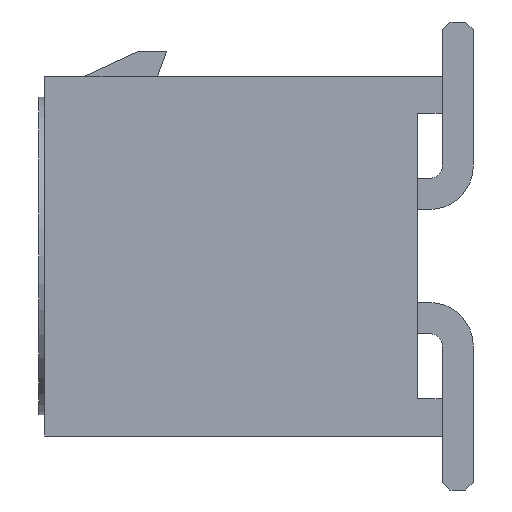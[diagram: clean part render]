
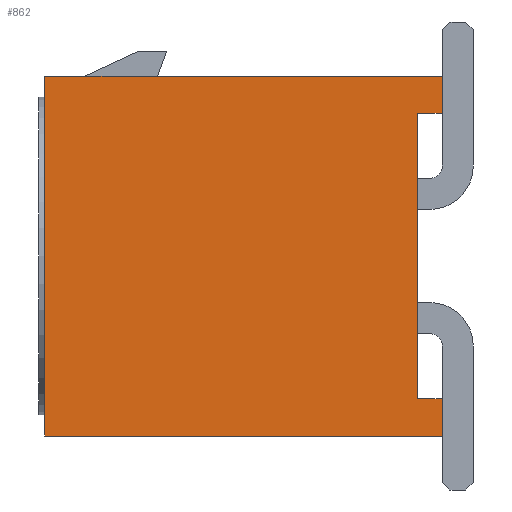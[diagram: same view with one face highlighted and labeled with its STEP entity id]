
A CAD part, left-side view. The second image highlights one B-rep face of the part: STEP entity #862.
In plain terms, the highlighted planar face has unit normal (-1, 0, 0).
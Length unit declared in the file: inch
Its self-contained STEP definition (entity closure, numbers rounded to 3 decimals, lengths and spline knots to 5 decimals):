
#862 = ADVANCED_FACE( '', ( #1850 ), #1851, .F. );
#1850 = FACE_OUTER_BOUND( '', #2976, .T. );
#1851 = PLANE( '', #2977 );
#2976 = EDGE_LOOP( '', ( #5539, #5540, #5541, #5542, #5543, #5544, #5545, #5546 ) );
#2977 = AXIS2_PLACEMENT_3D( '', #5547, #5548, #5549 );
#5539 = ORIENTED_EDGE( '', *, *, #7945, .F. );
#5540 = ORIENTED_EDGE( '', *, *, #8195, .F. );
#5541 = ORIENTED_EDGE( '', *, *, #8032, .F. );
#5542 = ORIENTED_EDGE( '', *, *, #8076, .F. );
#5543 = ORIENTED_EDGE( '', *, *, #7168, .F. );
#5544 = ORIENTED_EDGE( '', *, *, #7385, .F. );
#5545 = ORIENTED_EDGE( '', *, *, #8009, .F. );
#5546 = ORIENTED_EDGE( '', *, *, #8196, .F. );
#5547 = CARTESIAN_POINT( '', ( -0.33, 0., 0. ) );
#5548 = DIRECTION( '', ( 1., 0., 0. ) );
#5549 = DIRECTION( '', ( 0., 0., -1. ) );
#7168 = EDGE_CURVE( '', #8671, #8673, #8674, .T. );
#7385 = EDGE_CURVE( '', #9064, #8671, #9066, .T. );
#7945 = EDGE_CURVE( '', #9953, #9955, #9956, .T. );
#8009 = EDGE_CURVE( '', #10047, #9064, #10049, .T. );
#8032 = EDGE_CURVE( '', #10080, #10082, #10083, .T. );
#8076 = EDGE_CURVE( '', #8673, #10080, #10137, .T. );
#8195 = EDGE_CURVE( '', #10082, #9953, #10305, .T. );
#8196 = EDGE_CURVE( '', #9955, #10047, #10306, .T. );
#8671 = VERTEX_POINT( '', #10893 );
#8673 = VERTEX_POINT( '', #10896 );
#8674 = LINE( '', #10897, #10898 );
#9064 = VERTEX_POINT( '', #11472 );
#9066 = LINE( '', #11475, #11476 );
#9953 = VERTEX_POINT( '', #12785 );
#9955 = VERTEX_POINT( '', #12788 );
#9956 = LINE( '', #12789, #12790 );
#10047 = VERTEX_POINT( '', #12927 );
#10049 = LINE( '', #12930, #12931 );
#10080 = VERTEX_POINT( '', #12976 );
#10082 = VERTEX_POINT( '', #12979 );
#10083 = LINE( '', #12980, #12981 );
#10137 = LINE( '', #13064, #13065 );
#10305 = LINE( '', #13321, #13322 );
#10306 = LINE( '', #13323, #13324 );
#10893 = CARTESIAN_POINT( '', ( -0.33, 0.02, 0.115 ) );
#10896 = CARTESIAN_POINT( '', ( -0.33, 0.02, -0.115 ) );
#10897 = CARTESIAN_POINT( '', ( -0.33, 0.02, 0.115 ) );
#10898 = VECTOR( '', #13958, 39.37008 );
#11472 = CARTESIAN_POINT( '', ( -0.33, 0., 0.115 ) );
#11475 = CARTESIAN_POINT( '', ( -0.33, 0., 0.115 ) );
#11476 = VECTOR( '', #14150, 39.37008 );
#12785 = CARTESIAN_POINT( '', ( -0.33, 0.32, -0.145 ) );
#12788 = CARTESIAN_POINT( '', ( -0.33, 0.32, 0.145 ) );
#12789 = CARTESIAN_POINT( '', ( -0.33, 0.32, -0.145 ) );
#12790 = VECTOR( '', #14655, 39.37008 );
#12927 = CARTESIAN_POINT( '', ( -0.33, 0., 0.145 ) );
#12930 = CARTESIAN_POINT( '', ( -0.33, 0., 0.145 ) );
#12931 = VECTOR( '', #14706, 39.37008 );
#12976 = CARTESIAN_POINT( '', ( -0.33, 0., -0.115 ) );
#12979 = CARTESIAN_POINT( '', ( -0.33, 0., -0.145 ) );
#12980 = CARTESIAN_POINT( '', ( -0.33, 0., -0.115 ) );
#12981 = VECTOR( '', #14722, 39.37008 );
#13064 = CARTESIAN_POINT( '', ( -0.33, 0.02, -0.115 ) );
#13065 = VECTOR( '', #14752, 39.37008 );
#13321 = CARTESIAN_POINT( '', ( -0.33, 0., -0.145 ) );
#13322 = VECTOR( '', #14859, 39.37008 );
#13323 = CARTESIAN_POINT( '', ( -0.33, 0.32, 0.145 ) );
#13324 = VECTOR( '', #14860, 39.37008 );
#13958 = DIRECTION( '', ( 0., 0., -1. ) );
#14150 = DIRECTION( '', ( 0., 1., 0. ) );
#14655 = DIRECTION( '', ( 0., 0., 1. ) );
#14706 = DIRECTION( '', ( 0., 0., -1. ) );
#14722 = DIRECTION( '', ( 0., 0., -1. ) );
#14752 = DIRECTION( '', ( 0., -1., 0. ) );
#14859 = DIRECTION( '', ( 0., 1., 0. ) );
#14860 = DIRECTION( '', ( 0., -1., 0. ) );
